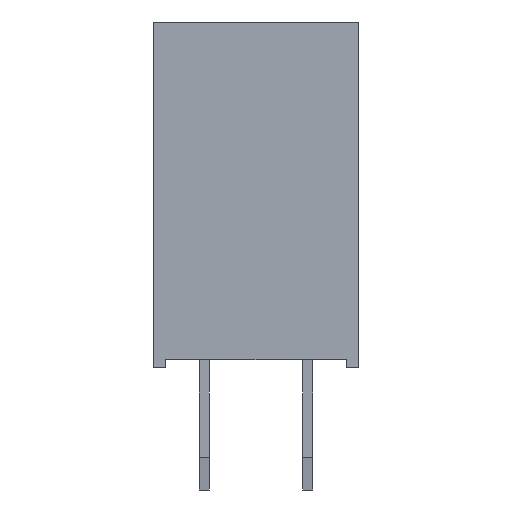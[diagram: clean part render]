
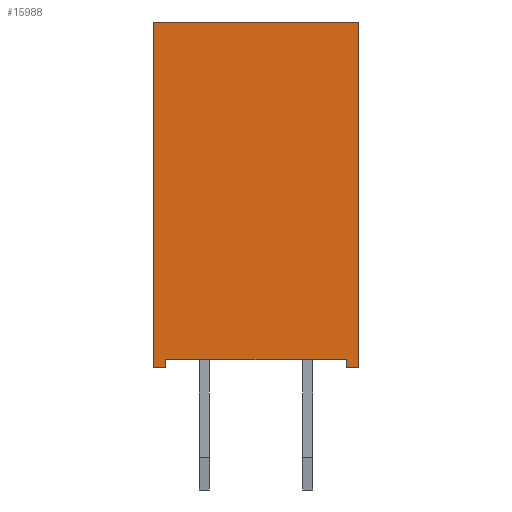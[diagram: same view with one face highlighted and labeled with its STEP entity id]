
A CAD part, left-side view. The second image highlights one B-rep face of the part: STEP entity #15988.
In plain terms, the highlighted planar face has unit normal (-1, 0, 0).
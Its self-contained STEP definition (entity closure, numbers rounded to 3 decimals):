
#1118=FACE_OUTER_BOUND('',#1986,.T.);
#1986=EDGE_LOOP('',(#11347,#11348,#11349,#11350,#11351,#11352,#11353,#11354));
#3032=LINE('',#23351,#4962);
#3035=LINE('',#23356,#4965);
#3037=LINE('',#23360,#4967);
#3047=LINE('',#23380,#4977);
#3078=LINE('',#23442,#5008);
#3088=LINE('',#23461,#5018);
#3089=LINE('',#23463,#5019);
#3090=LINE('',#23464,#5020);
#4962=VECTOR('',#18782,0.3);
#4965=VECTOR('',#18787,8.5);
#4967=VECTOR('',#18791,5.04);
#4977=VECTOR('',#18803,8.5);
#5008=VECTOR('',#18858,4.44);
#5018=VECTOR('',#18880,0.3);
#5019=VECTOR('',#18883,0.2);
#5020=VECTOR('',#18884,0.2);
#6838=VERTEX_POINT('',#23348);
#6839=VERTEX_POINT('',#23350);
#6840=VERTEX_POINT('',#23354);
#6841=VERTEX_POINT('',#23358);
#6850=VERTEX_POINT('',#23378);
#6868=VERTEX_POINT('',#23439);
#6869=VERTEX_POINT('',#23441);
#6872=VERTEX_POINT('',#23459);
#8480=EDGE_CURVE('',#6839,#6838,#3032,.T.);
#8483=EDGE_CURVE('',#6838,#6840,#3035,.T.);
#8485=EDGE_CURVE('',#6840,#6841,#3037,.T.);
#8495=EDGE_CURVE('',#6841,#6850,#3047,.T.);
#8526=EDGE_CURVE('',#6869,#6868,#3078,.T.);
#8536=EDGE_CURVE('',#6850,#6872,#3088,.T.);
#8537=EDGE_CURVE('',#6872,#6869,#3089,.T.);
#8538=EDGE_CURVE('',#6868,#6839,#3090,.T.);
#11347=ORIENTED_EDGE('',*,*,#8483,.T.);
#11348=ORIENTED_EDGE('',*,*,#8485,.T.);
#11349=ORIENTED_EDGE('',*,*,#8495,.T.);
#11350=ORIENTED_EDGE('',*,*,#8536,.T.);
#11351=ORIENTED_EDGE('',*,*,#8537,.T.);
#11352=ORIENTED_EDGE('',*,*,#8526,.T.);
#11353=ORIENTED_EDGE('',*,*,#8538,.T.);
#11354=ORIENTED_EDGE('',*,*,#8480,.T.);
#15304=PLANE('',#16955);
#15988=ADVANCED_FACE('',(#1118),#15304,.T.);
#16955=AXIS2_PLACEMENT_3D('',#23462,#18881,#18882);
#18782=DIRECTION('',(0.,0.,1.));
#18787=DIRECTION('',(0.,1.,0.));
#18791=DIRECTION('',(0.,0.,-1.));
#18803=DIRECTION('',(0.,-1.,0.));
#18858=DIRECTION('',(0.,0.,1.));
#18880=DIRECTION('',(0.,0.,1.));
#18881=DIRECTION('center_axis',(-1.,0.,0.));
#18882=DIRECTION('ref_axis',(0.,0.,1.));
#18883=DIRECTION('',(0.,1.,0.));
#18884=DIRECTION('',(0.,-1.,0.));
#23348=CARTESIAN_POINT('',(-1.47,-8.5,2.52));
#23350=CARTESIAN_POINT('',(-1.47,-8.5,2.22));
#23351=CARTESIAN_POINT('',(-1.47,-8.5,2.22));
#23354=CARTESIAN_POINT('',(-1.47,0.,2.52));
#23356=CARTESIAN_POINT('',(-1.47,-8.5,2.52));
#23358=CARTESIAN_POINT('',(-1.47,0.,-2.52));
#23360=CARTESIAN_POINT('',(-1.47,0.,2.52));
#23378=CARTESIAN_POINT('',(-1.47,-8.5,-2.52));
#23380=CARTESIAN_POINT('',(-1.47,0.,-2.52));
#23439=CARTESIAN_POINT('',(-1.47,-8.3,2.22));
#23441=CARTESIAN_POINT('',(-1.47,-8.3,-2.22));
#23442=CARTESIAN_POINT('',(-1.47,-8.3,-2.22));
#23459=CARTESIAN_POINT('',(-1.47,-8.5,-2.22));
#23461=CARTESIAN_POINT('',(-1.47,-8.5,-2.52));
#23462=CARTESIAN_POINT('Origin',(-1.47,0.,0.));
#23463=CARTESIAN_POINT('',(-1.47,-8.5,-2.22));
#23464=CARTESIAN_POINT('',(-1.47,-8.3,2.22));
